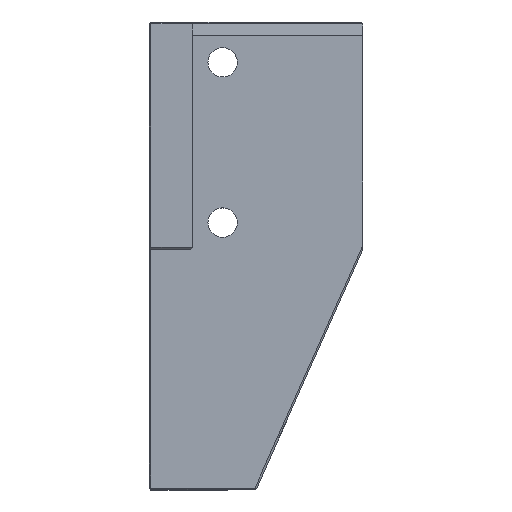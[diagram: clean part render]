
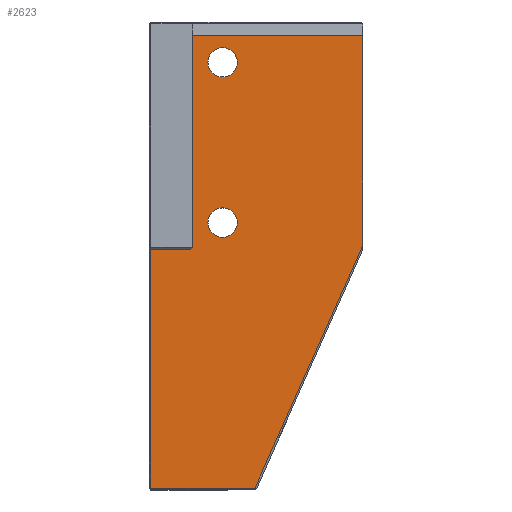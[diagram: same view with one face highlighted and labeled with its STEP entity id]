
A CAD part, top view. The second image highlights one B-rep face of the part: STEP entity #2623.
In plain terms, the highlighted planar face has unit normal (0, 0, 1).
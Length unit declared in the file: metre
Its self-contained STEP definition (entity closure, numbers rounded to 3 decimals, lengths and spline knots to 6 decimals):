
#39=LINE('',#3736,#372);
#40=LINE('',#3739,#373);
#41=LINE('',#3741,#374);
#42=LINE('',#3743,#375);
#43=LINE('',#3745,#376);
#44=LINE('',#3747,#377);
#45=LINE('',#3749,#378);
#46=LINE('',#3751,#379);
#372=VECTOR('',#3009,1.);
#373=VECTOR('',#3010,1.);
#374=VECTOR('',#3011,1.);
#375=VECTOR('',#3012,1.);
#376=VECTOR('',#3013,1.);
#377=VECTOR('',#3014,1.);
#378=VECTOR('',#3015,1.);
#379=VECTOR('',#3016,1.);
#705=ORIENTED_EDGE('',*,*,#1445,.F.);
#706=ORIENTED_EDGE('',*,*,#1446,.F.);
#707=ORIENTED_EDGE('',*,*,#1447,.F.);
#708=ORIENTED_EDGE('',*,*,#1448,.F.);
#709=ORIENTED_EDGE('',*,*,#1449,.F.);
#710=ORIENTED_EDGE('',*,*,#1450,.F.);
#711=ORIENTED_EDGE('',*,*,#1451,.F.);
#712=ORIENTED_EDGE('',*,*,#1452,.F.);
#713=ORIENTED_EDGE('',*,*,#1453,.F.);
#714=ORIENTED_EDGE('',*,*,#1454,.F.);
#1445=EDGE_CURVE('',#1815,#1815,#2041,.F.);
#1446=EDGE_CURVE('',#1816,#1816,#2042,.F.);
#1447=EDGE_CURVE('',#1817,#1818,#39,.T.);
#1448=EDGE_CURVE('',#1819,#1817,#40,.T.);
#1449=EDGE_CURVE('',#1820,#1819,#41,.T.);
#1450=EDGE_CURVE('',#1821,#1820,#42,.T.);
#1451=EDGE_CURVE('',#1822,#1821,#43,.T.);
#1452=EDGE_CURVE('',#1823,#1822,#44,.F.);
#1453=EDGE_CURVE('',#1824,#1823,#45,.T.);
#1454=EDGE_CURVE('',#1818,#1824,#46,.T.);
#1815=VERTEX_POINT('',#3733);
#1816=VERTEX_POINT('',#3735);
#1817=VERTEX_POINT('',#3737);
#1818=VERTEX_POINT('',#3738);
#1819=VERTEX_POINT('',#3740);
#1820=VERTEX_POINT('',#3742);
#1821=VERTEX_POINT('',#3744);
#1822=VERTEX_POINT('',#3746);
#1823=VERTEX_POINT('',#3748);
#1824=VERTEX_POINT('',#3750);
#2041=CIRCLE('',#2805,0.0022);
#2042=CIRCLE('',#2806,0.0022);
#2070=EDGE_LOOP('',(#705));
#2071=EDGE_LOOP('',(#706));
#2072=EDGE_LOOP('',(#707,#708,#709,#710,#711,#712,#713,#714));
#2272=FACE_BOUND('',#2070,.T.);
#2273=FACE_BOUND('',#2071,.T.);
#2274=FACE_BOUND('',#2072,.T.);
#2474=PLANE('',#2804);
#2623=ADVANCED_FACE('',(#2272,#2273,#2274),#2474,.T.);
#2804=AXIS2_PLACEMENT_3D('',#3731,#3003,#3004);
#2805=AXIS2_PLACEMENT_3D('',#3732,#3005,#3006);
#2806=AXIS2_PLACEMENT_3D('',#3734,#3007,#3008);
#3003=DIRECTION('',(0.,0.,1.));
#3004=DIRECTION('',(0.,1.,0.));
#3005=DIRECTION('',(0.,0.,-1.));
#3006=DIRECTION('',(-1.,0.,0.));
#3007=DIRECTION('',(0.,0.,-1.));
#3008=DIRECTION('',(-1.,0.,0.));
#3009=DIRECTION('',(-1.,0.,0.));
#3010=DIRECTION('',(-0.406,-0.914,0.));
#3011=DIRECTION('',(0.,-1.,0.));
#3012=DIRECTION('',(1.,0.,0.));
#3013=DIRECTION('',(0.,1.,0.));
#3014=DIRECTION('',(-0.707,-0.707,0.));
#3015=DIRECTION('',(1.,0.,0.));
#3016=DIRECTION('',(0.,1.,0.));
#3731=CARTESIAN_POINT('',(0.016,-0.047125,-0.018));
#3732=CARTESIAN_POINT('',(-0.005,-0.015125,-0.018));
#3733=CARTESIAN_POINT('',(-0.0072,-0.015125,-0.018));
#3734=CARTESIAN_POINT('',(-0.005,0.008875,-0.018));
#3735=CARTESIAN_POINT('',(-0.0072,0.008875,-0.018));
#3736=CARTESIAN_POINT('',(0.016,-0.054875,-0.018));
#3737=CARTESIAN_POINT('',(-0.000162,-0.054875,-0.018));
#3738=CARTESIAN_POINT('',(-0.01575,-0.054875,-0.018));
#3739=CARTESIAN_POINT('',(0.00538,-0.042405,-0.018));
#3740=CARTESIAN_POINT('',(0.016,-0.018509,-0.018));
#3741=CARTESIAN_POINT('',(0.016,-0.003125,-0.018));
#3742=CARTESIAN_POINT('',(0.016,0.012875,-0.018));
#3743=CARTESIAN_POINT('',(0.,0.012875,-0.018));
#3744=CARTESIAN_POINT('',(-0.0095,0.012875,-0.018));
#3745=CARTESIAN_POINT('',(-0.0095,-0.047125,-0.018));
#3746=CARTESIAN_POINT('',(-0.0095,-0.018875,-0.018));
#3747=CARTESIAN_POINT('',(-0.00975,-0.019125,-0.018));
#3748=CARTESIAN_POINT('',(-0.00975,-0.019125,-0.018));
#3749=CARTESIAN_POINT('',(0.016,-0.019125,-0.018));
#3750=CARTESIAN_POINT('',(-0.01575,-0.019125,-0.018));
#3751=CARTESIAN_POINT('',(-0.01575,-0.047125,-0.018));
